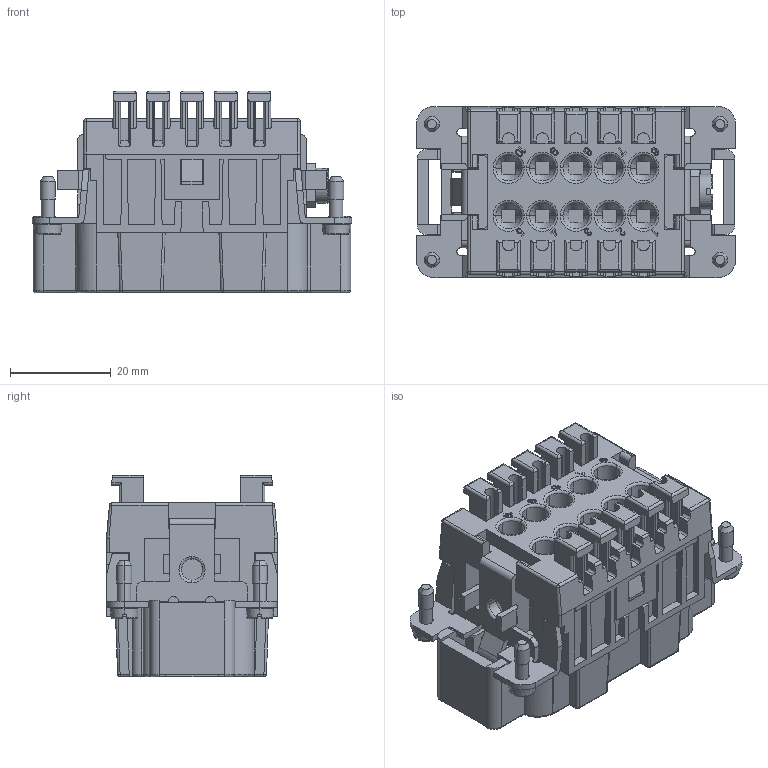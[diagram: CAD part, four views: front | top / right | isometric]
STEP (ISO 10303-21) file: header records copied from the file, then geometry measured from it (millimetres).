
FILE_DESCRIPTION(('Creo Elements/Direct Modeling STEP Export'),'2;1');
FILE_NAME('0ln7tug4qv741i85056','2019-05-30T14:16:12',(''),(''),'Creo Elements/Direct Modeling STEP processor for AP214 (Solid Model)','Creo Elements/Direct Modeling 20.1B 02-Apr-2019 (C) Parametric Technology GmbH','');
FILE_SCHEMA(('AUTOMOTIVE_DESIGN { 1 0 10303 214 1 1 1 1 }'));
Products named in the file (2): CSHM_10_S
Assembly tree (1 placements, depth 2):
  CSHM_10_S
    CSHM_10_S
Bounding box: 63.5 x 34 x 40.1 mm (x, y, z)
Volume: 34142.9 mm3; surface area: 23289.7 mm2
Topology: 1 solids, 1 shells, 1559 faces, 5245 edges, 3733 vertices
Faces by surface type: plane 943, cylinder 427, cone 98, torus 73, sphere 18
Entity records: 73209 total; most frequent: CARTESIAN_POINT 16044, ORIENTED_EDGE 10462, DIRECTION 8219, EDGE_CURVE 5227, VECTOR 3741, LINE 3741, VERTEX_POINT 3733, AXIS2_PLACEMENT_3D 2239
